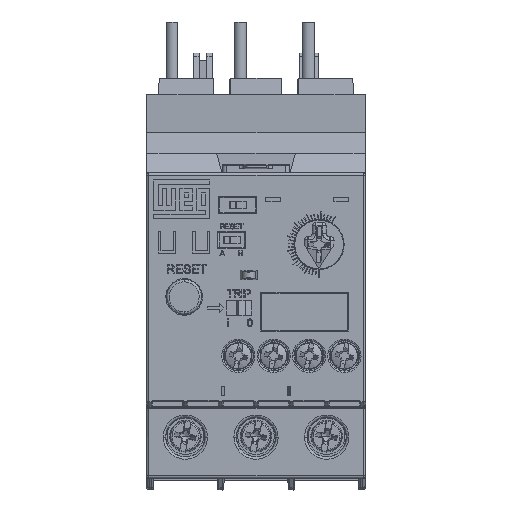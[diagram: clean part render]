
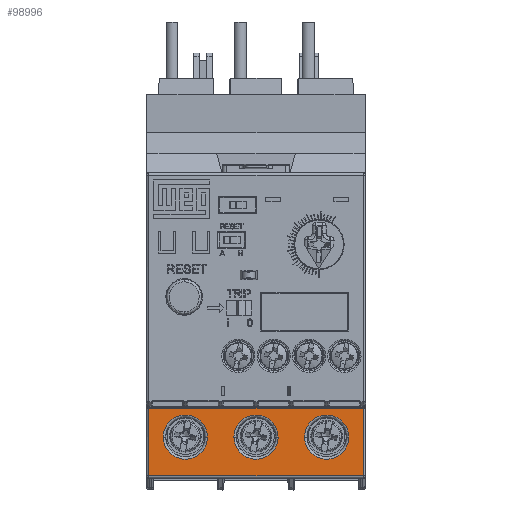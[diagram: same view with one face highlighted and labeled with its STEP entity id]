
A CAD part, top view. The second image highlights one B-rep face of the part: STEP entity #98996.
In plain terms, the highlighted planar face has unit normal (0, 0, 1).
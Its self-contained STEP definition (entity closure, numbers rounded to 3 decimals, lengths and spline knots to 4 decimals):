
#628 = LINE ( 'NONE', #93831, #38833 ) ;
#2189 = EDGE_LOOP ( 'NONE', ( #38455, #58862 ) ) ;
#4226 = ORIENTED_EDGE ( 'NONE', *, *, #54713, .F. ) ;
#4281 = CARTESIAN_POINT ( 'NONE',  ( 0.7492, -0.7547, -0.9705 ) ) ;
#4356 =( BOUNDED_CURVE ( )  B_SPLINE_CURVE ( 3, ( #93236, #84108, #88998, #73761 ),
 .UNSPECIFIED., .F., .F. ) 
 B_SPLINE_CURVE_WITH_KNOTS ( ( 4, 4 ),
 ( 0., 1. ),
 .UNSPECIFIED. ) 
 CURVE ( )  GEOMETRIC_REPRESENTATION_ITEM ( )  RATIONAL_B_SPLINE_CURVE ( ( 0.958, 0.319, 0.319, 0.958 ) ) 
 REPRESENTATION_ITEM ( '' )  );
#4632 =( BOUNDED_CURVE ( )  B_SPLINE_CURVE ( 3, ( #97983, #4281, #34188, #20489 ),
 .UNSPECIFIED., .F., .F. ) 
 B_SPLINE_CURVE_WITH_KNOTS ( ( 4, 4 ),
 ( 0., 1. ),
 .UNSPECIFIED. ) 
 CURVE ( )  GEOMETRIC_REPRESENTATION_ITEM ( )  RATIONAL_B_SPLINE_CURVE ( ( 0.958, 0.319, 0.319, 0.958 ) ) 
 REPRESENTATION_ITEM ( '' )  );
#6513 = CARTESIAN_POINT ( 'NONE',  ( -0.1783, -1.1113, -0.9705 ) ) ;
#7362 = CARTESIAN_POINT ( 'NONE',  ( 0.3925, -1.1113, -0.9705 ) ) ;
#8318 = ORIENTED_EDGE ( 'NONE', *, *, #12769, .F. ) ;
#8981 = DIRECTION ( 'NONE',  ( -1., 0., 0. ) ) ;
#10560 = CARTESIAN_POINT ( 'NONE',  ( -0.3925, -1.468, -0.9705 ) ) ;
#11989 = VERTEX_POINT ( 'NONE', #93693 ) ;
#12769 = EDGE_CURVE ( 'NONE', #86629, #11989, #628, .T. ) ;
#12917 = VERTEX_POINT ( 'NONE', #19700 ) ;
#13018 = CARTESIAN_POINT ( 'NONE',  ( -0.1783, -1.468, -0.9705 ) ) ;
#13253 = CARTESIAN_POINT ( 'NONE',  ( -0.3925, -0.7547, -0.9705 ) ) ;
#14115 = CARTESIAN_POINT ( 'NONE',  ( 0.1783, -0.7547, -0.9705 ) ) ;
#16573 = LINE ( 'NONE', #47451, #89871 ) ;
#18426 = PLANE ( 'NONE',  #96402 ) ;
#19700 = CARTESIAN_POINT ( 'NONE',  ( -0.7492, -1.1113, -0.9705 ) ) ;
#20489 = CARTESIAN_POINT ( 'NONE',  ( 0.3925, -1.1113, -0.9705 ) ) ;
#20853 = CARTESIAN_POINT ( 'NONE',  ( -0.3925, -1.1113, -0.9705 ) ) ;
#21506 =( BOUNDED_CURVE ( )  B_SPLINE_CURVE ( 3, ( #42914, #13018, #42415, #73277 ),
 .UNSPECIFIED., .F., .T. ) 
 B_SPLINE_CURVE_WITH_KNOTS ( ( 4, 4 ),
 ( 0., 1. ),
 .UNSPECIFIED. ) 
 CURVE ( )  GEOMETRIC_REPRESENTATION_ITEM ( )  RATIONAL_B_SPLINE_CURVE ( ( 0.958, 0.319, 0.319, 0.958 ) ) 
 REPRESENTATION_ITEM ( '' )  );
#22079 = CARTESIAN_POINT ( 'NONE',  ( -0.865, -1.4251, -0.9705 ) ) ;
#22775 = ORIENTED_EDGE ( 'NONE', *, *, #68350, .F. ) ;
#24451 = CARTESIAN_POINT ( 'NONE',  ( -0.865, -0.877, -0.9705 ) ) ;
#26805 =( BOUNDED_CURVE ( )  B_SPLINE_CURVE ( 3, ( #82999, #14115, #98725, #6513 ),
 .UNSPECIFIED., .F., .F. ) 
 B_SPLINE_CURVE_WITH_KNOTS ( ( 4, 4 ),
 ( 0., 1. ),
 .UNSPECIFIED. ) 
 CURVE ( )  GEOMETRIC_REPRESENTATION_ITEM ( )  RATIONAL_B_SPLINE_CURVE ( ( 0.958, 0.319, 0.319, 0.958 ) ) 
 REPRESENTATION_ITEM ( '' )  );
#27292 = EDGE_CURVE ( 'NONE', #79766, #87011, #16573, .T. ) ;
#27333 = CARTESIAN_POINT ( 'NONE',  ( -0.865, -1.4251, -0.9705 ) ) ;
#29361 = DIRECTION ( 'NONE',  ( 0., 0., -1. ) ) ;
#30728 = CARTESIAN_POINT ( 'NONE',  ( -0.3925, -1.1113, -0.9705 ) ) ;
#34110 = CARTESIAN_POINT ( 'NONE',  ( 0.865, -1.4251, -0.9705 ) ) ;
#34188 = CARTESIAN_POINT ( 'NONE',  ( 0.3925, -0.7547, -0.9705 ) ) ;
#37028 = ORIENTED_EDGE ( 'NONE', *, *, #96697, .F. ) ;
#38182 = ORIENTED_EDGE ( 'NONE', *, *, #27292, .F. ) ;
#38301 = CARTESIAN_POINT ( 'NONE',  ( -0.1783, -1.1113, -0.9705 ) ) ;
#38455 = ORIENTED_EDGE ( 'NONE', *, *, #95008, .F. ) ;
#38833 = VECTOR ( 'NONE', #77079, 39.3701 ) ;
#42415 = CARTESIAN_POINT ( 'NONE',  ( 0.1783, -1.468, -0.9705 ) ) ;
#42914 = CARTESIAN_POINT ( 'NONE',  ( -0.1783, -1.1113, -0.9705 ) ) ;
#44136 = CARTESIAN_POINT ( 'NONE',  ( -0.7492, -0.7547, -0.9705 ) ) ;
#44559 = FACE_BOUND ( 'NONE', #85840, .T. ) ;
#46752 = VERTEX_POINT ( 'NONE', #38301 ) ;
#47257 = EDGE_LOOP ( 'NONE', ( #8318, #37028, #38182, #22775 ) ) ;
#47451 = CARTESIAN_POINT ( 'NONE',  ( -0.865, -1.4251, -0.9705 ) ) ;
#51066 =( BOUNDED_CURVE ( )  B_SPLINE_CURVE ( 3, ( #56121, #71316, #10560, #72804 ),
 .UNSPECIFIED., .F., .F. ) 
 B_SPLINE_CURVE_WITH_KNOTS ( ( 4, 4 ),
 ( 0., 1. ),
 .UNSPECIFIED. ) 
 CURVE ( )  GEOMETRIC_REPRESENTATION_ITEM ( )  RATIONAL_B_SPLINE_CURVE ( ( 0.958, 0.319, 0.319, 0.958 ) ) 
 REPRESENTATION_ITEM ( '' )  );
#51109 = ORIENTED_EDGE ( 'NONE', *, *, #85965, .F. ) ;
#52153 = FACE_OUTER_BOUND ( 'NONE', #47257, .T. ) ;
#54482 = CARTESIAN_POINT ( 'NONE',  ( 0.865, -1.4251, -0.9705 ) ) ;
#54713 = EDGE_CURVE ( 'NONE', #92861, #69864, #4356, .T. ) ;
#54931 = VECTOR ( 'NONE', #85392, 39.3701 ) ;
#55212 =( BOUNDED_CURVE ( )  B_SPLINE_CURVE ( 3, ( #20853, #13253, #44136, #75000 ),
 .UNSPECIFIED., .F., .F. ) 
 B_SPLINE_CURVE_WITH_KNOTS ( ( 4, 4 ),
 ( 0., 1. ),
 .UNSPECIFIED. ) 
 CURVE ( )  GEOMETRIC_REPRESENTATION_ITEM ( )  RATIONAL_B_SPLINE_CURVE ( ( 0.958, 0.319, 0.319, 0.958 ) ) 
 REPRESENTATION_ITEM ( '' )  );
#56121 = CARTESIAN_POINT ( 'NONE',  ( -0.7492, -1.1113, -0.9705 ) ) ;
#58862 = ORIENTED_EDGE ( 'NONE', *, *, #80556, .F. ) ;
#62926 = EDGE_LOOP ( 'NONE', ( #69937, #4226 ) ) ;
#68350 = EDGE_CURVE ( 'NONE', #11989, #79766, #71671, .T. ) ;
#69044 = EDGE_CURVE ( 'NONE', #12917, #99491, #51066, .T. ) ;
#69864 = VERTEX_POINT ( 'NONE', #99995 ) ;
#69937 = ORIENTED_EDGE ( 'NONE', *, *, #73530, .F. ) ;
#71316 = CARTESIAN_POINT ( 'NONE',  ( -0.7492, -1.468, -0.9705 ) ) ;
#71671 = LINE ( 'NONE', #54482, #54931 ) ;
#72804 = CARTESIAN_POINT ( 'NONE',  ( -0.3925, -1.1113, -0.9705 ) ) ;
#73070 = DIRECTION ( 'NONE',  ( -1., 0., 0. ) ) ;
#73277 = CARTESIAN_POINT ( 'NONE',  ( 0.1783, -1.1113, -0.9705 ) ) ;
#73530 = EDGE_CURVE ( 'NONE', #69864, #92861, #4632, .T. ) ;
#73677 = CARTESIAN_POINT ( 'NONE',  ( 0.865, -1.4251, -0.9705 ) ) ;
#73761 = CARTESIAN_POINT ( 'NONE',  ( 0.7492, -1.1113, -0.9705 ) ) ;
#75000 = CARTESIAN_POINT ( 'NONE',  ( -0.7492, -1.1113, -0.9705 ) ) ;
#77079 = DIRECTION ( 'NONE',  ( 1., 0., 0. ) ) ;
#79766 = VERTEX_POINT ( 'NONE', #73677 ) ;
#80556 = EDGE_CURVE ( 'NONE', #46752, #81739, #21506, .T. ) ;
#81739 = VERTEX_POINT ( 'NONE', #96019 ) ;
#82521 = DIRECTION ( 'NONE',  ( 0., 1., 0. ) ) ;
#82999 = CARTESIAN_POINT ( 'NONE',  ( 0.1783, -1.1113, -0.9705 ) ) ;
#84108 = CARTESIAN_POINT ( 'NONE',  ( 0.3925, -1.468, -0.9705 ) ) ;
#85392 = DIRECTION ( 'NONE',  ( 0., -1., 0. ) ) ;
#85840 = EDGE_LOOP ( 'NONE', ( #51109, #92031 ) ) ;
#85965 = EDGE_CURVE ( 'NONE', #99491, #12917, #55212, .T. ) ;
#86629 = VERTEX_POINT ( 'NONE', #24451 ) ;
#87011 = VERTEX_POINT ( 'NONE', #22079 ) ;
#87799 = FACE_BOUND ( 'NONE', #62926, .T. ) ;
#88998 = CARTESIAN_POINT ( 'NONE',  ( 0.7492, -1.468, -0.9705 ) ) ;
#89871 = VECTOR ( 'NONE', #8981, 39.3701 ) ;
#92031 = ORIENTED_EDGE ( 'NONE', *, *, #69044, .F. ) ;
#92861 = VERTEX_POINT ( 'NONE', #7362 ) ;
#93236 = CARTESIAN_POINT ( 'NONE',  ( 0.3925, -1.1113, -0.9705 ) ) ;
#93693 = CARTESIAN_POINT ( 'NONE',  ( 0.865, -0.877, -0.9705 ) ) ;
#93831 = CARTESIAN_POINT ( 'NONE',  ( 0.8965, -0.877, -0.9705 ) ) ;
#95008 = EDGE_CURVE ( 'NONE', #81739, #46752, #26805, .T. ) ;
#95558 = VECTOR ( 'NONE', #82521, 39.3701 ) ;
#96019 = CARTESIAN_POINT ( 'NONE',  ( 0.1783, -1.1113, -0.9705 ) ) ;
#96402 = AXIS2_PLACEMENT_3D ( 'NONE', #34110, #29361, #73070 ) ;
#96697 = EDGE_CURVE ( 'NONE', #87011, #86629, #98249, .T. ) ;
#97983 = CARTESIAN_POINT ( 'NONE',  ( 0.7492, -1.1113, -0.9705 ) ) ;
#98249 = LINE ( 'NONE', #27333, #95558 ) ;
#98725 = CARTESIAN_POINT ( 'NONE',  ( -0.1783, -0.7547, -0.9705 ) ) ;
#98781 = FACE_BOUND ( 'NONE', #2189, .T. ) ;
#98996 = ADVANCED_FACE ( 'NONE', ( #52153, #87799, #98781, #44559 ), #18426, .F. ) ;
#99491 = VERTEX_POINT ( 'NONE', #30728 ) ;
#99995 = CARTESIAN_POINT ( 'NONE',  ( 0.7492, -1.1113, -0.9705 ) ) ;
